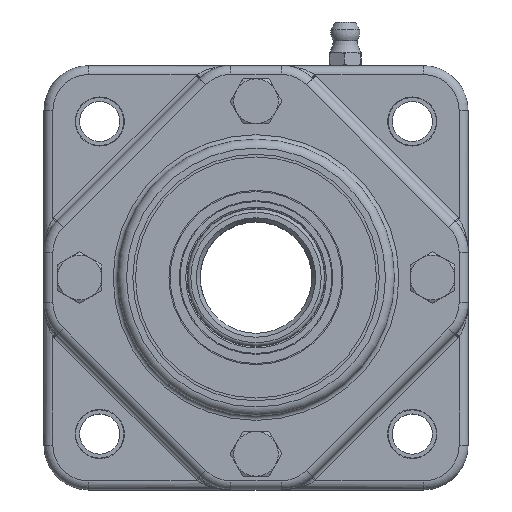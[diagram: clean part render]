
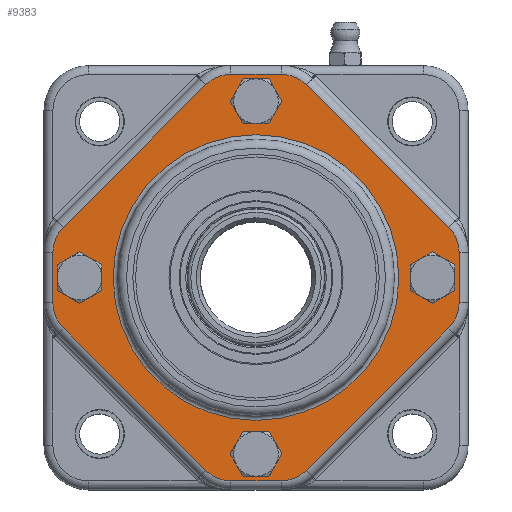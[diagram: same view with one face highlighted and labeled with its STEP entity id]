
A CAD part, top view. The second image highlights one B-rep face of the part: STEP entity #9383.
In plain terms, the highlighted face is planar.
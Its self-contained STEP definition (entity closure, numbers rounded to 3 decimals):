
#440=FACE_BOUND('',#1522,.T.);
#441=FACE_BOUND('',#1523,.T.);
#442=FACE_BOUND('',#1524,.T.);
#443=FACE_BOUND('',#1525,.T.);
#444=FACE_BOUND('',#1526,.T.);
#583=PLANE('',#10480);
#912=FACE_OUTER_BOUND('',#1521,.T.);
#1521=EDGE_LOOP('',(#7202,#7203,#7204,#7205,#7206,#7207,#7208,#7209,#7210,
#7211,#7212,#7213,#7214,#7215,#7216,#7217));
#1522=EDGE_LOOP('',(#7218));
#1523=EDGE_LOOP('',(#7219));
#1524=EDGE_LOOP('',(#7220));
#1525=EDGE_LOOP('',(#7221));
#1526=EDGE_LOOP('',(#7222));
#2216=LINE('',#16236,#2832);
#2218=LINE('',#16248,#2834);
#2220=LINE('',#16260,#2836);
#2222=LINE('',#16272,#2838);
#2224=LINE('',#16284,#2840);
#2226=LINE('',#16296,#2842);
#2228=LINE('',#16308,#2844);
#2230=LINE('',#16317,#2846);
#2832=VECTOR('',#12388,10.);
#2834=VECTOR('',#12402,10.);
#2836=VECTOR('',#12416,10.);
#2838=VECTOR('',#12430,10.);
#2840=VECTOR('',#12444,10.);
#2842=VECTOR('',#12458,10.);
#2844=VECTOR('',#12472,10.);
#2846=VECTOR('',#12484,10.);
#3369=CIRCLE('',#10422,8.);
#3375=CIRCLE('',#10430,8.);
#3379=CIRCLE('',#10436,8.);
#3383=CIRCLE('',#10442,8.);
#3387=CIRCLE('',#10448,8.);
#3391=CIRCLE('',#10454,8.);
#3395=CIRCLE('',#10460,8.);
#3399=CIRCLE('',#10466,8.);
#3404=CIRCLE('',#10481,32.);
#3405=CIRCLE('',#10482,3.25);
#3406=CIRCLE('',#10483,3.25);
#3407=CIRCLE('',#10484,3.25);
#3408=CIRCLE('',#10485,3.25);
#4184=VERTEX_POINT('',#16224);
#4185=VERTEX_POINT('',#16226);
#4187=VERTEX_POINT('',#16232);
#4189=VERTEX_POINT('',#16238);
#4191=VERTEX_POINT('',#16244);
#4193=VERTEX_POINT('',#16250);
#4195=VERTEX_POINT('',#16256);
#4197=VERTEX_POINT('',#16262);
#4199=VERTEX_POINT('',#16268);
#4201=VERTEX_POINT('',#16274);
#4203=VERTEX_POINT('',#16280);
#4205=VERTEX_POINT('',#16286);
#4207=VERTEX_POINT('',#16292);
#4209=VERTEX_POINT('',#16298);
#4211=VERTEX_POINT('',#16304);
#4213=VERTEX_POINT('',#16310);
#4224=VERTEX_POINT('',#16353);
#4225=VERTEX_POINT('',#16355);
#4226=VERTEX_POINT('',#16357);
#4227=VERTEX_POINT('',#16359);
#4228=VERTEX_POINT('',#16361);
#5251=EDGE_CURVE('',#4184,#4185,#3369,.T.);
#5256=EDGE_CURVE('',#4185,#4187,#2216,.T.);
#5259=EDGE_CURVE('',#4187,#4189,#3375,.T.);
#5262=EDGE_CURVE('',#4189,#4191,#2218,.T.);
#5265=EDGE_CURVE('',#4191,#4193,#3379,.T.);
#5268=EDGE_CURVE('',#4193,#4195,#2220,.T.);
#5271=EDGE_CURVE('',#4195,#4197,#3383,.T.);
#5274=EDGE_CURVE('',#4197,#4199,#2222,.T.);
#5277=EDGE_CURVE('',#4199,#4201,#3387,.T.);
#5280=EDGE_CURVE('',#4201,#4203,#2224,.T.);
#5283=EDGE_CURVE('',#4203,#4205,#3391,.T.);
#5286=EDGE_CURVE('',#4205,#4207,#2226,.T.);
#5289=EDGE_CURVE('',#4207,#4209,#3395,.T.);
#5292=EDGE_CURVE('',#4209,#4211,#2228,.T.);
#5295=EDGE_CURVE('',#4211,#4213,#3399,.T.);
#5297=EDGE_CURVE('',#4213,#4184,#2230,.T.);
#5315=EDGE_CURVE('',#4224,#4224,#3404,.T.);
#5316=EDGE_CURVE('',#4225,#4225,#3405,.T.);
#5317=EDGE_CURVE('',#4226,#4226,#3406,.T.);
#5318=EDGE_CURVE('',#4227,#4227,#3407,.T.);
#5319=EDGE_CURVE('',#4228,#4228,#3408,.T.);
#7202=ORIENTED_EDGE('',*,*,#5251,.F.);
#7203=ORIENTED_EDGE('',*,*,#5297,.F.);
#7204=ORIENTED_EDGE('',*,*,#5295,.F.);
#7205=ORIENTED_EDGE('',*,*,#5292,.F.);
#7206=ORIENTED_EDGE('',*,*,#5289,.F.);
#7207=ORIENTED_EDGE('',*,*,#5286,.F.);
#7208=ORIENTED_EDGE('',*,*,#5283,.F.);
#7209=ORIENTED_EDGE('',*,*,#5280,.F.);
#7210=ORIENTED_EDGE('',*,*,#5277,.F.);
#7211=ORIENTED_EDGE('',*,*,#5274,.F.);
#7212=ORIENTED_EDGE('',*,*,#5271,.F.);
#7213=ORIENTED_EDGE('',*,*,#5268,.F.);
#7214=ORIENTED_EDGE('',*,*,#5265,.F.);
#7215=ORIENTED_EDGE('',*,*,#5262,.F.);
#7216=ORIENTED_EDGE('',*,*,#5259,.F.);
#7217=ORIENTED_EDGE('',*,*,#5256,.F.);
#7218=ORIENTED_EDGE('',*,*,#5315,.F.);
#7219=ORIENTED_EDGE('',*,*,#5316,.F.);
#7220=ORIENTED_EDGE('',*,*,#5317,.F.);
#7221=ORIENTED_EDGE('',*,*,#5318,.F.);
#7222=ORIENTED_EDGE('',*,*,#5319,.F.);
#9383=ADVANCED_FACE('',(#912,#440,#441,#442,#443,#444),#583,.F.);
#10422=AXIS2_PLACEMENT_3D('',#16227,#12377,#12378);
#10430=AXIS2_PLACEMENT_3D('',#16242,#12395,#12396);
#10436=AXIS2_PLACEMENT_3D('',#16254,#12409,#12410);
#10442=AXIS2_PLACEMENT_3D('',#16266,#12423,#12424);
#10448=AXIS2_PLACEMENT_3D('',#16278,#12437,#12438);
#10454=AXIS2_PLACEMENT_3D('',#16290,#12451,#12452);
#10460=AXIS2_PLACEMENT_3D('',#16302,#12465,#12466);
#10466=AXIS2_PLACEMENT_3D('',#16314,#12479,#12480);
#10480=AXIS2_PLACEMENT_3D('',#16352,#12522,#12523);
#10481=AXIS2_PLACEMENT_3D('',#16354,#12524,#12525);
#10482=AXIS2_PLACEMENT_3D('',#16356,#12526,#12527);
#10483=AXIS2_PLACEMENT_3D('',#16358,#12528,#12529);
#10484=AXIS2_PLACEMENT_3D('',#16360,#12530,#12531);
#10485=AXIS2_PLACEMENT_3D('',#16362,#12532,#12533);
#12377=DIRECTION('center_axis',(0.,0.,1.));
#12378=DIRECTION('ref_axis',(0.924,-0.383,0.));
#12388=DIRECTION('',(0.,1.,0.));
#12395=DIRECTION('center_axis',(0.,0.,1.));
#12396=DIRECTION('ref_axis',(0.924,0.383,0.));
#12402=DIRECTION('',(-0.707,0.707,0.));
#12409=DIRECTION('center_axis',(0.,0.,1.));
#12410=DIRECTION('ref_axis',(0.383,0.924,0.));
#12416=DIRECTION('',(-1.,0.,0.));
#12423=DIRECTION('center_axis',(0.,0.,1.));
#12424=DIRECTION('ref_axis',(-0.383,0.924,0.));
#12430=DIRECTION('',(-0.707,-0.707,0.));
#12437=DIRECTION('center_axis',(0.,0.,1.));
#12438=DIRECTION('ref_axis',(-0.924,0.383,0.));
#12444=DIRECTION('',(0.,-1.,0.));
#12451=DIRECTION('center_axis',(0.,0.,1.));
#12452=DIRECTION('ref_axis',(-0.924,-0.383,0.));
#12458=DIRECTION('',(0.707,-0.707,0.));
#12465=DIRECTION('center_axis',(0.,0.,1.));
#12466=DIRECTION('ref_axis',(-0.383,-0.924,0.));
#12472=DIRECTION('',(1.,0.,0.));
#12479=DIRECTION('center_axis',(0.,0.,1.));
#12480=DIRECTION('ref_axis',(0.383,-0.924,0.));
#12484=DIRECTION('',(0.707,0.707,0.));
#12522=DIRECTION('center_axis',(0.,0.,1.));
#12523=DIRECTION('ref_axis',(1.,0.,0.));
#12524=DIRECTION('center_axis',(0.,0.,-1.));
#12525=DIRECTION('ref_axis',(1.,0.,0.));
#12526=DIRECTION('center_axis',(0.,0.,-1.));
#12527=DIRECTION('ref_axis',(1.,0.,0.));
#12528=DIRECTION('center_axis',(0.,0.,-1.));
#12529=DIRECTION('ref_axis',(1.,0.,0.));
#12530=DIRECTION('center_axis',(0.,0.,-1.));
#12531=DIRECTION('ref_axis',(1.,0.,0.));
#12532=DIRECTION('center_axis',(0.,0.,-1.));
#12533=DIRECTION('ref_axis',(1.,0.,0.));
#16224=CARTESIAN_POINT('',(43.157,-11.29,-15.5));
#16226=CARTESIAN_POINT('',(45.5,-5.634,-15.5));
#16227=CARTESIAN_POINT('Origin',(37.5,-5.634,-15.5));
#16232=CARTESIAN_POINT('',(45.5,5.634,-15.5));
#16236=CARTESIAN_POINT('',(45.5,-23.75,-15.5));
#16238=CARTESIAN_POINT('',(43.157,11.29,-15.5));
#16242=CARTESIAN_POINT('Origin',(37.5,5.634,-15.5));
#16244=CARTESIAN_POINT('',(11.29,43.157,-15.5));
#16248=CARTESIAN_POINT('',(17.793,36.655,-15.5));
#16250=CARTESIAN_POINT('',(5.634,45.5,-15.5));
#16254=CARTESIAN_POINT('Origin',(5.634,37.5,-15.5));
#16256=CARTESIAN_POINT('',(-5.634,45.5,-15.5));
#16260=CARTESIAN_POINT('',(23.75,45.5,-15.5));
#16262=CARTESIAN_POINT('',(-11.29,43.157,-15.5));
#16266=CARTESIAN_POINT('Origin',(-5.634,37.5,-15.5));
#16268=CARTESIAN_POINT('',(-43.157,11.29,-15.5));
#16272=CARTESIAN_POINT('',(-36.655,17.793,-15.5));
#16274=CARTESIAN_POINT('',(-45.5,5.634,-15.5));
#16278=CARTESIAN_POINT('Origin',(-37.5,5.634,-15.5));
#16280=CARTESIAN_POINT('',(-45.5,-5.634,-15.5));
#16284=CARTESIAN_POINT('',(-45.5,23.75,-15.5));
#16286=CARTESIAN_POINT('',(-43.157,-11.29,-15.5));
#16290=CARTESIAN_POINT('Origin',(-37.5,-5.634,-15.5));
#16292=CARTESIAN_POINT('',(-11.29,-43.157,-15.5));
#16296=CARTESIAN_POINT('',(-17.793,-36.655,-15.5));
#16298=CARTESIAN_POINT('',(-5.634,-45.5,-15.5));
#16302=CARTESIAN_POINT('Origin',(-5.634,-37.5,-15.5));
#16304=CARTESIAN_POINT('',(5.634,-45.5,-15.5));
#16308=CARTESIAN_POINT('',(-23.75,-45.5,-15.5));
#16310=CARTESIAN_POINT('',(11.29,-43.157,-15.5));
#16314=CARTESIAN_POINT('Origin',(5.634,-37.5,-15.5));
#16317=CARTESIAN_POINT('',(36.655,-17.793,-15.5));
#16352=CARTESIAN_POINT('Origin',(0.,0.,
-15.5));
#16353=CARTESIAN_POINT('',(32.,0.,-15.5));
#16354=CARTESIAN_POINT('Origin',(0.,0.,-15.5));
#16355=CARTESIAN_POINT('',(-42.75,0.,-15.5));
#16356=CARTESIAN_POINT('Origin',(-39.5,0.,-15.5));
#16357=CARTESIAN_POINT('',(-3.25,39.5,-15.5));
#16358=CARTESIAN_POINT('Origin',(0.,39.5,-15.5));
#16359=CARTESIAN_POINT('',(36.25,0.,-15.5));
#16360=CARTESIAN_POINT('Origin',(39.5,0.,-15.5));
#16361=CARTESIAN_POINT('',(-3.25,-39.5,-15.5));
#16362=CARTESIAN_POINT('Origin',(0.,-39.5,-15.5));
